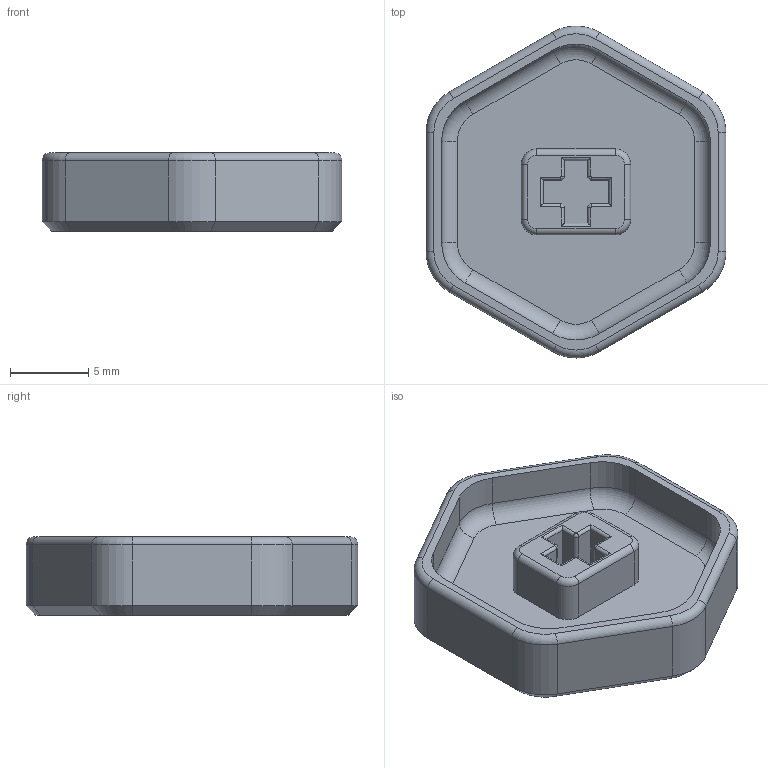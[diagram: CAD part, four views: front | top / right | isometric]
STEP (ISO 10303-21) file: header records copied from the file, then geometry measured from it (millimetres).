
FILE_DESCRIPTION(/* description */ (''),/* implementation_level */ '2;1');
FILE_NAME(/* name */ 'cover-light v1.step',/* time_stamp */ '2020-02-04T10:26:20+01:00',/* author */ (''),/* organization */ (''),/* preprocessor_version */ 'ST-DEVELOPER v18',/* originating_system */ 'Autodesk Translation Framework v8.12.0.6',/* authorisation */ '');
FILE_SCHEMA (('AUTOMOTIVE_DESIGN { 1 0 10303 214 3 1 1 }'));
Length unit declared in the file: millimetre
Products named in the file (1): cover-light
Bounding box: 19.2 x 21.24 x 5 mm (x, y, z)
Volume: 868.3 mm3; surface area: 1248.2 mm2
Topology: 1 solids, 1 shells, 163 faces, 384 edges, 236 vertices
Faces by surface type: plane 81, cylinder 48, torus 16, bspline 12, cone 6
Entity records: 4716 total; most frequent: CARTESIAN_POINT 920, DIRECTION 786, ORIENTED_EDGE 768, EDGE_CURVE 384, AXIS2_PLACEMENT_3D 266, LINE 254, VECTOR 254, VERTEX_POINT 236
